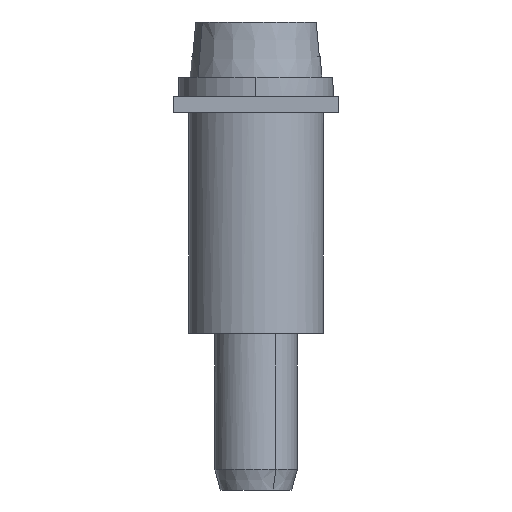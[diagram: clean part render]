
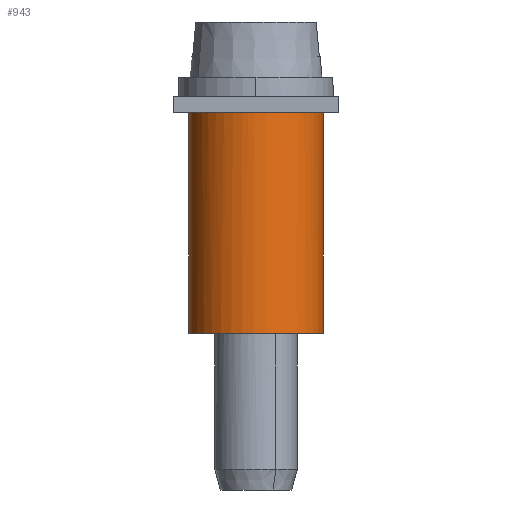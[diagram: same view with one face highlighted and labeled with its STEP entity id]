
A CAD part, left-side view. The second image highlights one B-rep face of the part: STEP entity #943.
In plain terms, the highlighted cylindrical face has radius 2.45 mm (diameter 4.9 mm), a partial arc.
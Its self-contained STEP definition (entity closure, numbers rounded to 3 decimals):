
#707=AXIS2_PLACEMENT_3D('Cylinder Axis2P3D',#704,#705,#706) ;
#925=AXIS2_PLACEMENT_3D('Circle Axis2P3D',#923,#924,$) ;
#932=AXIS2_PLACEMENT_3D('Circle Axis2P3D',#930,#931,$) ;
#667=CARTESIAN_POINT('Vertex',(2.8,5.45,5.7)) ;
#704=CARTESIAN_POINT('Axis2P3D Location',(2.8,3.,9.7)) ;
#709=CARTESIAN_POINT('Line Origine',(2.8,5.45,9.7)) ;
#713=CARTESIAN_POINT('Vertex',(2.8,5.45,13.7)) ;
#795=CARTESIAN_POINT('Control Point',(2.8,5.45,13.7)) ;
#796=CARTESIAN_POINT('Control Point',(2.57,5.45,13.7)) ;
#797=CARTESIAN_POINT('Control Point',(2.34,5.423,13.7)) ;
#798=CARTESIAN_POINT('Control Point',(2.114,5.369,13.7)) ;
#799=CARTESIAN_POINT('Control Point',(1.679,5.209,13.7)) ;
#800=CARTESIAN_POINT('Control Point',(1.293,4.953,13.7)) ;
#801=CARTESIAN_POINT('Control Point',(1.117,4.802,13.7)) ;
#802=CARTESIAN_POINT('Control Point',(0.801,4.463,13.7)) ;
#803=CARTESIAN_POINT('Control Point',(0.573,4.06,13.7)) ;
#804=CARTESIAN_POINT('Control Point',(0.483,3.846,13.7)) ;
#805=CARTESIAN_POINT('Control Point',(0.401,3.56,13.7)) ;
#806=CARTESIAN_POINT('Control Point',(0.363,3.268,13.7)) ;
#807=CARTESIAN_POINT('Control Point',(0.357,3.204,13.7)) ;
#808=CARTESIAN_POINT('Control Point',(0.353,3.139,13.7)) ;
#809=CARTESIAN_POINT('Control Point',(0.351,3.074,13.7)) ;
#810=CARTESIAN_POINT('Vertex',(0.351,3.074,13.7)) ;
#814=CARTESIAN_POINT('Control Point',(0.351,3.074,13.7)) ;
#815=CARTESIAN_POINT('Control Point',(0.346,2.909,13.7)) ;
#816=CARTESIAN_POINT('Control Point',(0.355,2.743,13.7)) ;
#817=CARTESIAN_POINT('Control Point',(0.378,2.579,13.7)) ;
#818=CARTESIAN_POINT('Control Point',(0.466,2.192,13.7)) ;
#819=CARTESIAN_POINT('Control Point',(0.629,1.829,13.7)) ;
#820=CARTESIAN_POINT('Control Point',(0.749,1.63,13.7)) ;
#821=CARTESIAN_POINT('Control Point',(1.033,1.264,13.7)) ;
#822=CARTESIAN_POINT('Control Point',(1.394,0.974,13.7)) ;
#823=CARTESIAN_POINT('Control Point',(1.591,0.85,13.7)) ;
#824=CARTESIAN_POINT('Control Point',(1.918,0.696,13.7)) ;
#825=CARTESIAN_POINT('Control Point',(2.266,0.604,13.7)) ;
#826=CARTESIAN_POINT('Control Point',(2.394,0.579,13.7)) ;
#827=CARTESIAN_POINT('Control Point',(2.523,0.562,13.7)) ;
#828=CARTESIAN_POINT('Control Point',(2.652,0.555,13.7)) ;
#829=CARTESIAN_POINT('Vertex',(2.652,0.555,13.7)) ;
#904=CARTESIAN_POINT('Line Origine',(2.652,0.555,9.7)) ;
#908=CARTESIAN_POINT('Vertex',(2.652,0.555,5.7)) ;
#923=CARTESIAN_POINT('Axis2P3D Location',(2.8,3.,5.7)) ;
#927=CARTESIAN_POINT('Vertex',(0.351,3.074,5.7)) ;
#930=CARTESIAN_POINT('Axis2P3D Location',(2.8,3.,5.7)) ;
#705=DIRECTION('Axis2P3D Direction',(0.,0.,1.)) ;
#706=DIRECTION('Axis2P3D XDirection',(1.,0.03,0.)) ;
#710=DIRECTION('Vector Direction',(0.,0.,1.)) ;
#905=DIRECTION('Vector Direction',(0.,0.,1.)) ;
#924=DIRECTION('Axis2P3D Direction',(0.,0.,1.)) ;
#931=DIRECTION('Axis2P3D Direction',(0.,0.,1.)) ;
#711=VECTOR('Line Direction',#710,1.) ;
#906=VECTOR('Line Direction',#905,1.) ;
#936=ORIENTED_EDGE('',*,*,#929,.T.) ;
#937=ORIENTED_EDGE('',*,*,#910,.F.) ;
#938=ORIENTED_EDGE('',*,*,#831,.F.) ;
#939=ORIENTED_EDGE('',*,*,#812,.F.) ;
#940=ORIENTED_EDGE('',*,*,#715,.F.) ;
#941=ORIENTED_EDGE('',*,*,#934,.T.) ;
#943=ADVANCED_FACE('VH 8-4.9-3.3 SAK2.5.1\\Body.2',(#942),#708,.T.) ;
#794=B_SPLINE_CURVE_WITH_KNOTS('',5,(#795,#796,#797,#798,#799,#800,#801,#802,#803,#804,#805,#806,#807,#808,#809),.UNSPECIFIED.,.F.,.U.,(6,3,3,3,6),(0.,1.627,3.253,4.88,5.337),.UNSPECIFIED.) ;
#813=B_SPLINE_CURVE_WITH_KNOTS('',5,(#814,#815,#816,#817,#818,#819,#820,#821,#822,#823,#824,#825,#826,#827,#828),.UNSPECIFIED.,.F.,.U.,(6,3,3,3,6),(5.337,6.507,8.133,9.76,10.674),.UNSPECIFIED.) ;
#926=CIRCLE('generated circle',#925,2.45) ;
#933=CIRCLE('generated circle',#932,2.45) ;
#708=CYLINDRICAL_SURFACE('generated cylinder',#707,2.45) ;
#715=EDGE_CURVE('',#668,#714,#712,.T.) ;
#812=EDGE_CURVE('',#714,#811,#794,.T.) ;
#831=EDGE_CURVE('',#811,#830,#813,.T.) ;
#910=EDGE_CURVE('',#830,#909,#907,.F.) ;
#929=EDGE_CURVE('',#928,#909,#926,.T.) ;
#934=EDGE_CURVE('',#668,#928,#933,.T.) ;
#935=EDGE_LOOP('',(#936,#937,#938,#939,#940,#941)) ;
#942=FACE_OUTER_BOUND('',#935,.T.) ;
#712=LINE('Line',#709,#711) ;
#907=LINE('Line',#904,#906) ;
#668=VERTEX_POINT('',#667) ;
#714=VERTEX_POINT('',#713) ;
#811=VERTEX_POINT('',#810) ;
#830=VERTEX_POINT('',#829) ;
#909=VERTEX_POINT('',#908) ;
#928=VERTEX_POINT('',#927) ;
